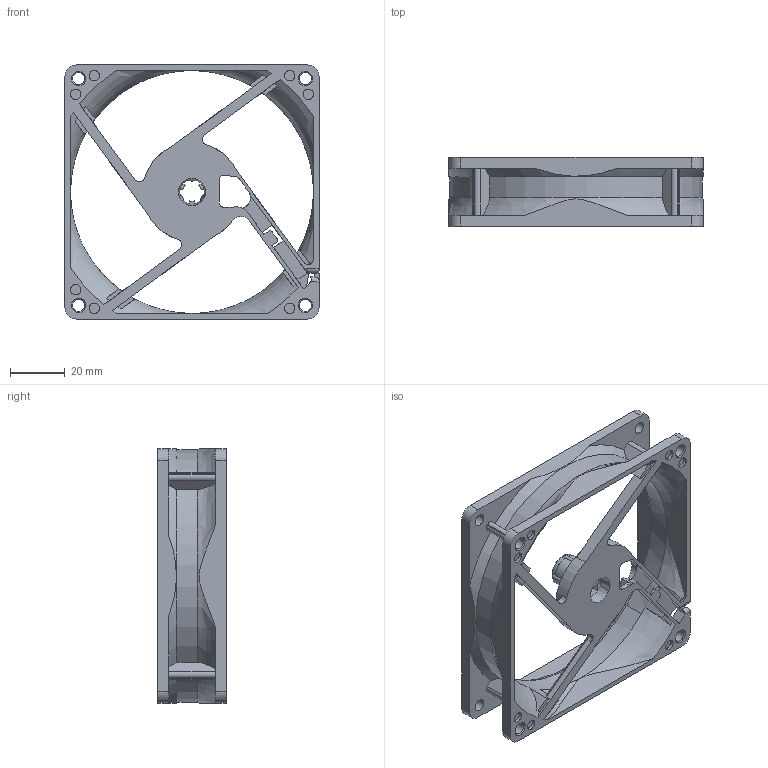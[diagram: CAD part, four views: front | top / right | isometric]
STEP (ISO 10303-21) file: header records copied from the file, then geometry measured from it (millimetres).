
FILE_DESCRIPTION((''),'2;1');
FILE_NAME('230FR09225A0045','2017-08-04T',('a000585'),(''),'PRO/ENGINEER BY PARAMETRIC TECHNOLOGY CORPORATION, 2012360','PRO/ENGINEER BY PARAMETRIC TECHNOLOGY CORPORATION, 2012360','');
FILE_SCHEMA(('CONFIG_CONTROL_DESIGN'));
Length unit declared in the file: millimetre
Products named in the file (1): 230FR09225A0045
Bounding box: 92.5 x 25 x 92.5 mm (x, y, z)
Volume: 28407.9 mm3; surface area: 29057.1 mm2
Topology: 1 solids, 1 shells, 363 faces, 1001 edges, 651 vertices
Faces by surface type: plane 155, cylinder 143, cone 43, torus 14, bspline 8
Entity records: 13158 total; most frequent: CARTESIAN_POINT 3716, ORIENTED_EDGE 2002, DIRECTION 1984, EDGE_CURVE 1001, AXIS2_PLACEMENT_3D 753, VERTEX_POINT 651, VECTOR 478, LINE 478
